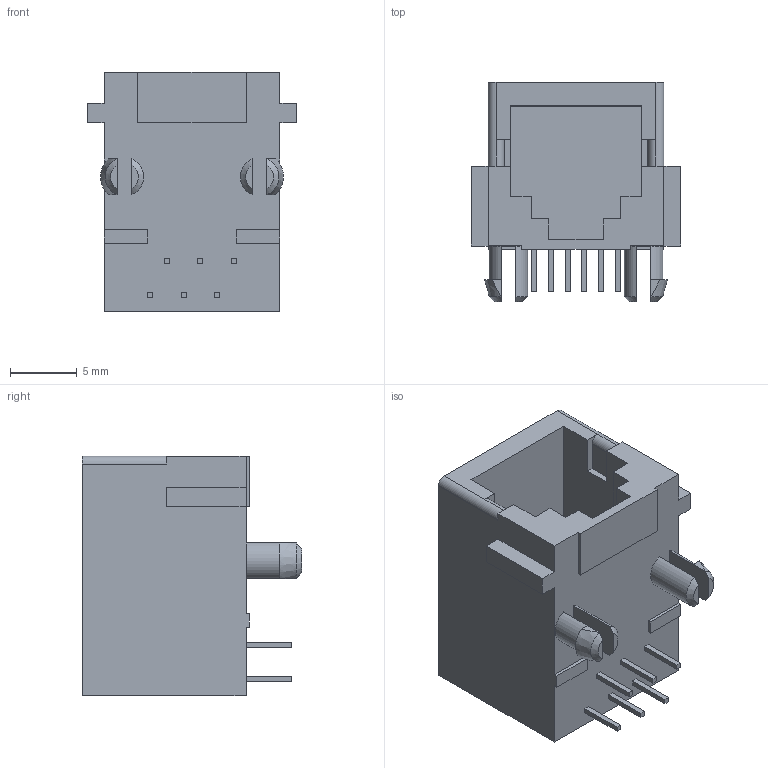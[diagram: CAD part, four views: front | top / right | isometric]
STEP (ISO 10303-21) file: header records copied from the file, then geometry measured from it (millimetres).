
FILE_DESCRIPTION (( 'STEP AP214' ), '1' );
FILE_NAME ('RJ11-6N-B.STEP', '2019-10-04T12:26:55', ( '' ), ( '' ), 'SwSTEP 2.0', 'SolidWorks 2017', '' );
FILE_SCHEMA (( 'AUTOMOTIVE_DESIGN' ));
Length unit declared in the file: millimetre
Products named in the file (1): RJ11-6N-B
Bounding box: 15.75 x 16.51 x 18.03 mm (x, y, z)
Volume: 1988.5 mm3; surface area: 1901.3 mm2
Topology: 7 solids, 7 shells, 114 faces, 274 edges, 178 vertices
Faces by surface type: plane 100, cylinder 8, cone 6
Entity records: 3358 total; most frequent: CARTESIAN_POINT 611, ORIENTED_EDGE 548, DIRECTION 516, EDGE_CURVE 274, LINE 238, VECTOR 238, VERTEX_POINT 178, AXIS2_PLACEMENT_3D 139
